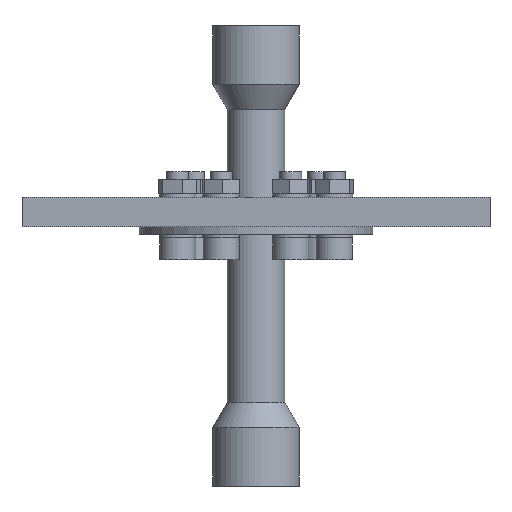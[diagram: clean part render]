
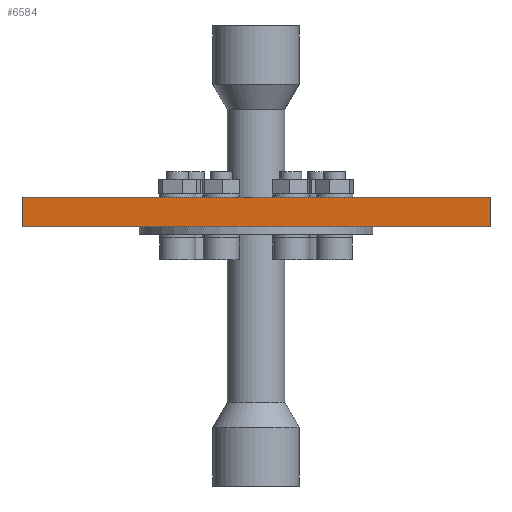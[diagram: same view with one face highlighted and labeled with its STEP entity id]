
A CAD part, front view. The second image highlights one B-rep face of the part: STEP entity #6584.
In plain terms, the highlighted planar face has unit normal (0, -1, 0).
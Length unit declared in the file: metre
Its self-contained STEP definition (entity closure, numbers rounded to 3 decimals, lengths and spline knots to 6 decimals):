
#120 = CARTESIAN_POINT('NONE', (-0.1016, -0.1016, -0));
#121 = VERTEX_POINT('NONE', #120);
#122 = CARTESIAN_POINT('NONE', (0.1016, -0.1016, -0));
#123 = VERTEX_POINT('NONE', #122);
#124 = CARTESIAN_POINT('NONE', (0.1016, -0.1016, 0.0127));
#125 = VERTEX_POINT('NONE', #124);
#126 = CARTESIAN_POINT('NONE', (-0.1016, -0.1016, 0.0127));
#127 = VERTEX_POINT('NONE', #126);
#1214 = DIRECTION('NONE', (1, 0, 0));
#1215 = VECTOR('NONE', #1214, 1);
#1216 = CARTESIAN_POINT('NONE', (-0.1016, -0.1016, -0));
#1217 = LINE('NONE', #1216, #1215);
#1218 = DIRECTION('NONE', (0, 0, 1));
#1219 = VECTOR('NONE', #1218, 1);
#1220 = CARTESIAN_POINT('NONE', (0.1016, -0.1016, -0));
#1221 = LINE('NONE', #1220, #1219);
#1222 = DIRECTION('NONE', (1, 0, 0));
#1223 = VECTOR('NONE', #1222, 1);
#1224 = CARTESIAN_POINT('NONE', (-0.1016, -0.1016, 0.0127));
#1225 = LINE('NONE', #1224, #1223);
#1226 = DIRECTION('NONE', (0, 0, 1));
#1227 = VECTOR('NONE', #1226, 1);
#1228 = CARTESIAN_POINT('NONE', (-0.1016, -0.1016, -0));
#1229 = LINE('NONE', #1228, #1227);
#3667 = EDGE_CURVE('NONE', #121, #123, #1217, .T.);
#3668 = EDGE_CURVE('NONE', #123, #125, #1221, .T.);
#3669 = EDGE_CURVE('NONE', #127, #125, #1225, .T.);
#3670 = EDGE_CURVE('NONE', #121, #127, #1229, .T.);
#4497 = CARTESIAN_POINT('NONE', (0, -0.1016, 0.00635));
#4498 = DIRECTION('NONE', (0, -1, 0));
#4499 = AXIS2_PLACEMENT_3D('NONE', #4497, #4498, $);
#4500 = PLANE('NONE', #4499);
#6578 = ORIENTED_EDGE('NONE', *, *, #3667, .T.);
#6579 = ORIENTED_EDGE('NONE', *, *, #3668, .T.);
#6580 = ORIENTED_EDGE('NONE', *, *, #3669, .F.);
#6581 = ORIENTED_EDGE('NONE', *, *, #3670, .F.);
#6582 = EDGE_LOOP('NONE', (#6578, #6579, #6580, #6581));
#6583 = FACE_BOUND('NONE', #6582, .T.);
#6584 = ADVANCED_FACE('NONE', (#6583), #4500, .T.);
